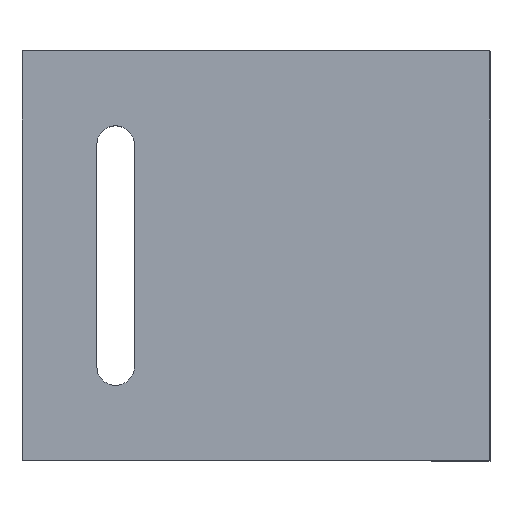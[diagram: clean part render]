
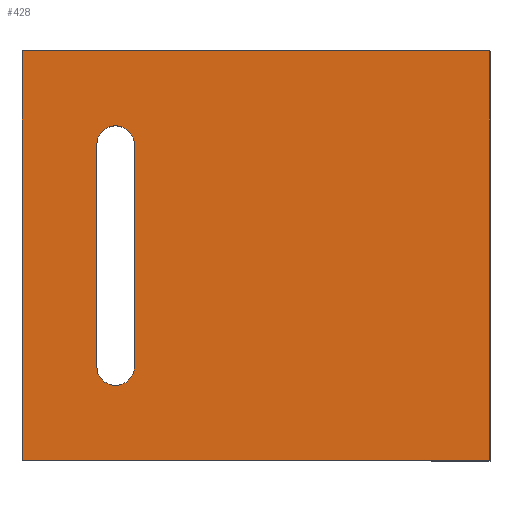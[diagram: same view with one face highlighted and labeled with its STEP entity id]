
A CAD part, top view. The second image highlights one B-rep face of the part: STEP entity #428.
In plain terms, the highlighted planar face has unit normal (0, 0, 1).
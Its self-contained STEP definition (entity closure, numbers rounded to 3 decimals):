
#17=FACE_BOUND('',#63,.T.);
#40=FACE_OUTER_BOUND('',#62,.T.);
#62=EDGE_LOOP('',(#351,#352,#353,#354));
#63=EDGE_LOOP('',(#355,#356,#357,#358));
#74=CIRCLE('',#464,1.6);
#76=CIRCLE('',#468,1.6);
#83=LINE('',#603,#132);
#91=LINE('',#622,#140);
#95=LINE('',#634,#144);
#114=LINE('',#715,#163);
#117=LINE('',#719,#166);
#118=LINE('',#721,#167);
#132=VECTOR('',#494,10.);
#140=VECTOR('',#506,10.);
#144=VECTOR('',#518,10.);
#163=VECTOR('',#561,10.);
#166=VECTOR('',#566,10.);
#167=VECTOR('',#569,10.);
#181=VERTEX_POINT('',#600);
#182=VERTEX_POINT('',#602);
#190=VERTEX_POINT('',#619);
#191=VERTEX_POINT('',#621);
#193=VERTEX_POINT('',#627);
#195=VERTEX_POINT('',#633);
#210=VERTEX_POINT('',#712);
#211=VERTEX_POINT('',#714);
#221=EDGE_CURVE('',#182,#181,#83,.T.);
#230=EDGE_CURVE('',#191,#190,#91,.T.);
#233=EDGE_CURVE('',#193,#191,#74,.T.);
#236=EDGE_CURVE('',#195,#193,#95,.T.);
#239=EDGE_CURVE('',#190,#195,#76,.T.);
#261=EDGE_CURVE('',#211,#210,#114,.T.);
#264=EDGE_CURVE('',#181,#211,#117,.T.);
#265=EDGE_CURVE('',#210,#182,#118,.T.);
#351=ORIENTED_EDGE('',*,*,#265,.T.);
#352=ORIENTED_EDGE('',*,*,#221,.T.);
#353=ORIENTED_EDGE('',*,*,#264,.T.);
#354=ORIENTED_EDGE('',*,*,#261,.T.);
#355=ORIENTED_EDGE('',*,*,#236,.T.);
#356=ORIENTED_EDGE('',*,*,#233,.T.);
#357=ORIENTED_EDGE('',*,*,#230,.T.);
#358=ORIENTED_EDGE('',*,*,#239,.T.);
#408=PLANE('',#480);
#428=ADVANCED_FACE('',(#40,#17),#408,.T.);
#464=AXIS2_PLACEMENT_3D('',#628,#512,#513);
#468=AXIS2_PLACEMENT_3D('',#638,#524,#525);
#480=AXIS2_PLACEMENT_3D('',#722,#570,#571);
#494=DIRECTION('',(-1.,0.,0.));
#506=DIRECTION('',(0.,-1.,0.));
#512=DIRECTION('center_axis',(0.,0.,-1.));
#513=DIRECTION('ref_axis',(1.,0.,0.));
#518=DIRECTION('',(0.,1.,0.));
#524=DIRECTION('center_axis',(0.,0.,-1.));
#525=DIRECTION('ref_axis',(-1.,0.,0.));
#561=DIRECTION('',(1.,0.,0.));
#566=DIRECTION('',(0.,-1.,0.));
#569=DIRECTION('',(0.,1.,0.));
#570=DIRECTION('center_axis',(0.,0.,1.));
#571=DIRECTION('ref_axis',(1.,0.,0.));
#600=CARTESIAN_POINT('',(-6.007,-61.129,5.));
#602=CARTESIAN_POINT('',(33.993,-61.129,5.));
#603=CARTESIAN_POINT('',(33.993,-61.129,5.));
#619=CARTESIAN_POINT('',(3.593,-88.129,5.));
#621=CARTESIAN_POINT('',(3.593,-69.129,5.));
#622=CARTESIAN_POINT('',(3.593,-73.879,5.));
#627=CARTESIAN_POINT('',(0.393,-69.129,5.));
#628=CARTESIAN_POINT('Origin',(1.993,-69.129,5.));
#633=CARTESIAN_POINT('',(0.393,-88.129,5.));
#634=CARTESIAN_POINT('',(0.393,-83.379,5.));
#638=CARTESIAN_POINT('Origin',(1.993,-88.129,5.));
#712=CARTESIAN_POINT('',(33.993,-96.129,5.));
#714=CARTESIAN_POINT('',(-6.007,-96.129,5.));
#715=CARTESIAN_POINT('',(-6.007,-96.129,5.));
#719=CARTESIAN_POINT('',(-6.007,-61.129,5.));
#721=CARTESIAN_POINT('',(33.993,-96.129,5.));
#722=CARTESIAN_POINT('Origin',(13.993,-78.629,5.));
